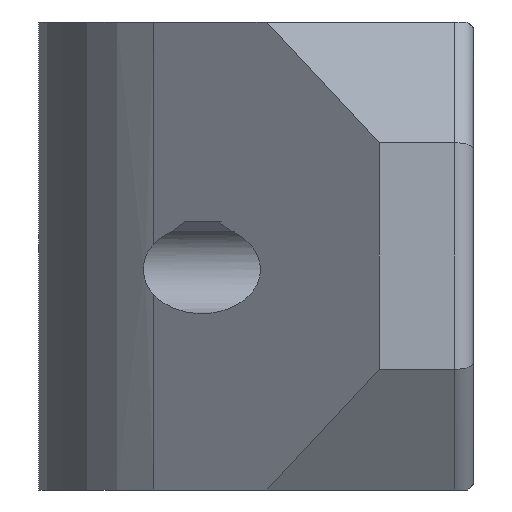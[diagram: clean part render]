
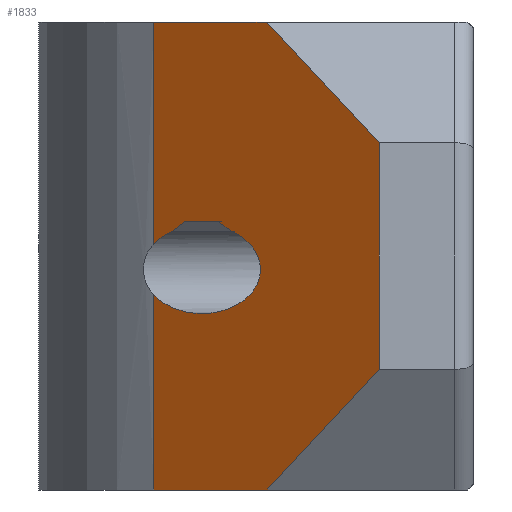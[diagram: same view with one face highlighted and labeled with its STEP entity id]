
A CAD part, left-side view. The second image highlights one B-rep face of the part: STEP entity #1833.
In plain terms, the highlighted planar face has unit normal (-0.799, 0.602, 0).
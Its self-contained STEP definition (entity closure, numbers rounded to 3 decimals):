
#88=PLANE('',#2013);
#249=FACE_OUTER_BOUND('',#355,.T.);
#355=EDGE_LOOP('',(#1622,#1623,#1624,#1625,#1626,#1627,#1628,#1629,#1630,
#1631,#1632,#1633));
#392=ELLIPSE('',#1993,2.742,1.65);
#393=ELLIPSE('',#1994,2.742,1.65);
#470=LINE('',#2883,#644);
#484=LINE('',#3045,#658);
#488=LINE('',#3052,#662);
#490=LINE('',#3056,#664);
#491=LINE('',#3058,#665);
#524=LINE('',#3180,#698);
#526=LINE('',#3184,#700);
#528=LINE('',#3187,#702);
#536=LINE('',#3224,#710);
#539=LINE('',#3227,#713);
#644=VECTOR('',#2261,10.);
#658=VECTOR('',#2315,10.);
#662=VECTOR('',#2323,10.);
#664=VECTOR('',#2327,10.);
#665=VECTOR('',#2330,10.);
#698=VECTOR('',#2419,10.);
#700=VECTOR('',#2423,10.);
#702=VECTOR('',#2427,10.);
#710=VECTOR('',#2453,10.);
#713=VECTOR('',#2456,10.);
#829=VERTEX_POINT('',#2880);
#830=VERTEX_POINT('',#2882);
#852=VERTEX_POINT('',#3042);
#853=VERTEX_POINT('',#3044);
#854=VERTEX_POINT('',#3050);
#855=VERTEX_POINT('',#3054);
#882=VERTEX_POINT('',#3156);
#883=VERTEX_POINT('',#3157);
#884=VERTEX_POINT('',#3160);
#885=VERTEX_POINT('',#3162);
#886=VERTEX_POINT('',#3179);
#887=VERTEX_POINT('',#3183);
#1038=EDGE_CURVE('',#829,#830,#470,.T.);
#1073=EDGE_CURVE('',#852,#853,#484,.T.);
#1077=EDGE_CURVE('',#829,#854,#488,.T.);
#1079=EDGE_CURVE('',#854,#855,#490,.T.);
#1080=EDGE_CURVE('',#855,#853,#491,.T.);
#1124=EDGE_CURVE('',#882,#883,#392,.T.);
#1127=EDGE_CURVE('',#885,#884,#393,.T.);
#1129=EDGE_CURVE('',#884,#886,#524,.T.);
#1131=EDGE_CURVE('',#886,#887,#526,.T.);
#1133=EDGE_CURVE('',#887,#882,#528,.T.);
#1145=EDGE_CURVE('',#885,#852,#536,.T.);
#1148=EDGE_CURVE('',#830,#883,#539,.T.);
#1622=ORIENTED_EDGE('',*,*,#1124,.T.);
#1623=ORIENTED_EDGE('',*,*,#1148,.F.);
#1624=ORIENTED_EDGE('',*,*,#1038,.F.);
#1625=ORIENTED_EDGE('',*,*,#1077,.T.);
#1626=ORIENTED_EDGE('',*,*,#1079,.T.);
#1627=ORIENTED_EDGE('',*,*,#1080,.T.);
#1628=ORIENTED_EDGE('',*,*,#1073,.F.);
#1629=ORIENTED_EDGE('',*,*,#1145,.F.);
#1630=ORIENTED_EDGE('',*,*,#1127,.T.);
#1631=ORIENTED_EDGE('',*,*,#1129,.T.);
#1632=ORIENTED_EDGE('',*,*,#1131,.T.);
#1633=ORIENTED_EDGE('',*,*,#1133,.T.);
#1833=ADVANCED_FACE('',(#249),#88,.T.);
#1993=AXIS2_PLACEMENT_3D('',#3158,#2411,#2412);
#1994=AXIS2_PLACEMENT_3D('',#3163,#2415,#2416);
#2013=AXIS2_PLACEMENT_3D('',#3242,#2475,#2476);
#2261=DIRECTION('',(0.602,0.799,0.));
#2315=DIRECTION('',(-0.602,-0.799,0.));
#2323=DIRECTION('',(-0.456,-0.606,0.652));
#2327=DIRECTION('',(0.,0.,1.));
#2330=DIRECTION('',(0.456,0.606,0.652));
#2411=DIRECTION('center_axis',(0.799,-0.602,0.));
#2412=DIRECTION('ref_axis',(0.602,0.799,0.));
#2415=DIRECTION('center_axis',(0.799,-0.602,0.));
#2416=DIRECTION('ref_axis',(0.602,0.799,0.));
#2419=DIRECTION('',(-0.516,-0.684,0.516));
#2423=DIRECTION('',(-0.602,-0.799,0.));
#2427=DIRECTION('',(-0.516,-0.684,-0.516));
#2453=DIRECTION('',(0.,0.,1.));
#2456=DIRECTION('',(0.,0.,1.));
#2475=DIRECTION('center_axis',(-0.799,0.602,0.));
#2476=DIRECTION('ref_axis',(-0.602,-0.799,0.));
#2880=CARTESIAN_POINT('',(-11.835,2.281,0.));
#2882=CARTESIAN_POINT('',(-8.645,6.515,0.));
#2883=CARTESIAN_POINT('',(-14.986,-1.9,0.));
#3042=CARTESIAN_POINT('',(-8.645,6.515,17.45));
#3044=CARTESIAN_POINT('',(-11.835,2.281,17.45));
#3045=CARTESIAN_POINT('',(-14.986,-1.9,17.45));
#3050=CARTESIAN_POINT('',(-14.986,-1.9,4.5));
#3052=CARTESIAN_POINT('',(-12.977,0.766,1.631));
#3054=CARTESIAN_POINT('',(-14.986,-1.9,12.95));
#3056=CARTESIAN_POINT('',(-14.986,-1.9,0.));
#3058=CARTESIAN_POINT('',(-14.575,-1.355,13.537));
#3156=CARTESIAN_POINT('',(-10.825,3.622,9.654));
#3157=CARTESIAN_POINT('',(-8.645,6.515,7.283));
#3158=CARTESIAN_POINT('Origin',(-10.,4.717,8.225));
#3160=CARTESIAN_POINT('',(-9.175,5.812,9.654));
#3162=CARTESIAN_POINT('',(-8.645,6.515,9.167));
#3163=CARTESIAN_POINT('Origin',(-10.,4.717,8.225));
#3179=CARTESIAN_POINT('',(-9.547,5.318,10.026));
#3180=CARTESIAN_POINT('',(-8.539,6.656,9.018));
#3183=CARTESIAN_POINT('',(-10.453,4.116,10.026));
#3184=CARTESIAN_POINT('',(-10.154,4.513,10.026));
#3187=CARTESIAN_POINT('',(-11.665,2.507,8.814));
#3224=CARTESIAN_POINT('',(-8.645,6.515,0.));
#3227=CARTESIAN_POINT('',(-8.645,6.515,0.));
#3242=CARTESIAN_POINT('Origin',(-8.645,6.515,0.));
